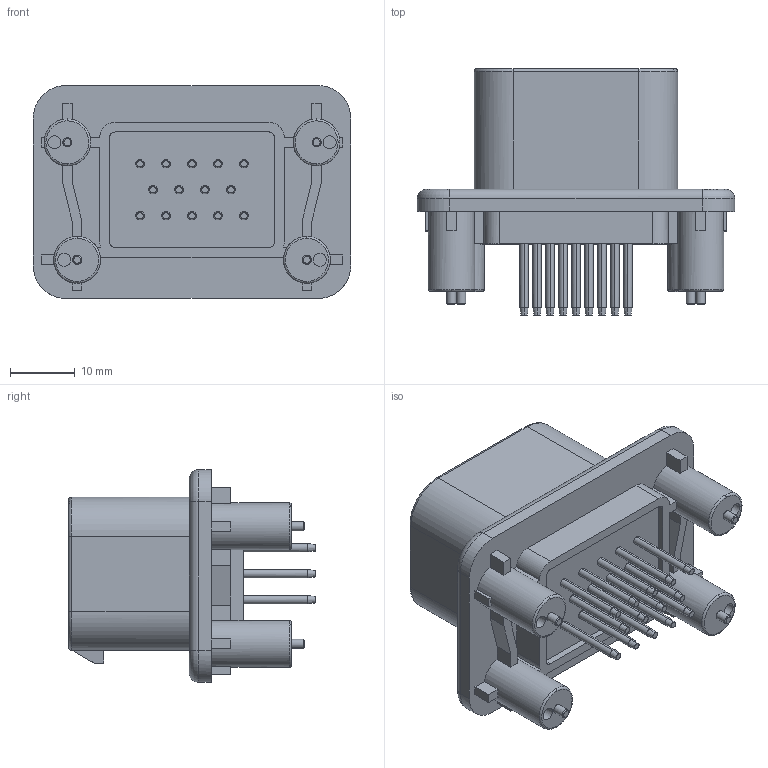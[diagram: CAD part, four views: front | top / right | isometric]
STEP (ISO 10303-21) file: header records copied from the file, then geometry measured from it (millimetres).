
FILE_DESCRIPTION( ('This file contains a STEP AP42 implementation' ,'as created by ZW3D STEP Interface translator.') ,'2;1' );
FILE_NAME( '74040-3MS008ABSMJAX(W).stp' ,'23 313.104411', (''), ('ZWCAD Software Co.'), 'Version 1.0', 'ZW3D to STEP translator', '' );
FILE_SCHEMA(('AUTOMOTIVE_DESIGN { 1 0 10303 214 1 1 1 1 }'));
Length unit declared in the file: millimetre
Products named in the file (2): 0; 1
Bounding box: 48.9 x 38 x 32.8 mm (x, y, z)
Volume: 11560.6 mm3; surface area: 11806.5 mm2
Topology: 1 solids, 5 shells, 1235 faces, 3444 edges, 2229 vertices
Faces by surface type: plane 671, cylinder 306, bspline 114, cone 92, sphere 28, torus 24
Full cylindrical faces by diameter (mm): 1.4 x4, 2 x4, 7.2 x4
Entity records: 73760 total; most frequent: CARTESIAN_POINT 46885, ORIENTED_EDGE 6800, EDGE_CURVE 3400, DIRECTION 3050, B_SPLINE_CURVE_WITH_KNOTS 2832, VERTEX_POINT 2229, AXIS2_PLACEMENT_3D 1360, EDGE_LOOP 1297
